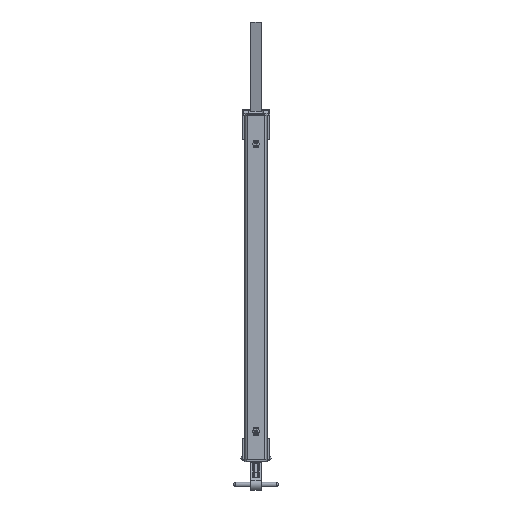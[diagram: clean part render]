
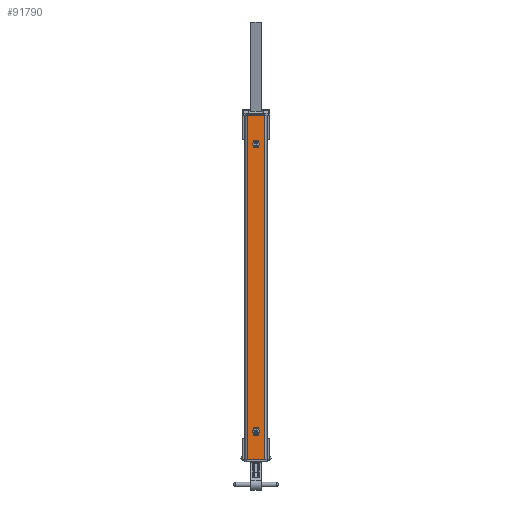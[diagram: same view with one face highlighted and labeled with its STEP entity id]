
A CAD part, front view. The second image highlights one B-rep face of the part: STEP entity #91790.
In plain terms, the highlighted planar face has unit normal (0, -1, 0).
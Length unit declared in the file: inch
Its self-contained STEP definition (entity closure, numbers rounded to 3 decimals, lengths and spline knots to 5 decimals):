
#1191 = DIRECTION ( 'NONE',  ( 0., 1., 0. ) ) ;
#2303 = AXIS2_PLACEMENT_3D ( 'NONE', #77409, #1191, #101402 ) ;
#3358 = CARTESIAN_POINT ( 'NONE',  ( 0.62546, 0., -12. ) ) ;
#6236 = ORIENTED_EDGE ( 'NONE', *, *, #33515, .T. ) ;
#6557 = EDGE_CURVE ( 'NONE', #97694, #23473, #90994, .T. ) ;
#6676 = DIRECTION ( 'NONE',  ( 1., 0., 0. ) ) ;
#9195 = CIRCLE ( 'NONE', #89129, 0.15625 ) ;
#10453 = CARTESIAN_POINT ( 'NONE',  ( 0., 0., 10. ) ) ;
#12823 = DIRECTION ( 'NONE',  ( 1., 0., 0. ) ) ;
#12835 = VERTEX_POINT ( 'NONE', #56029 ) ;
#16818 = DIRECTION ( 'NONE',  ( -1., 0., 0. ) ) ;
#19281 = CARTESIAN_POINT ( 'NONE',  ( -0.62546, 0., -12. ) ) ;
#20441 = EDGE_LOOP ( 'NONE', ( #107826, #85505 ) ) ;
#20946 = VECTOR ( 'NONE', #6676, 39.37008 ) ;
#23473 = VERTEX_POINT ( 'NONE', #47759 ) ;
#24588 = DIRECTION ( 'NONE',  ( 0., 1., 0. ) ) ;
#25228 = VERTEX_POINT ( 'NONE', #67872 ) ;
#25380 = CARTESIAN_POINT ( 'NONE',  ( -0.62546, 0., 12. ) ) ;
#27653 = DIRECTION ( 'NONE',  ( -1., 0., 0. ) ) ;
#30029 = PLANE ( 'NONE',  #47297 ) ;
#30432 = VECTOR ( 'NONE', #39099, 39.37008 ) ;
#30587 = FACE_OUTER_BOUND ( 'NONE', #66979, .T. ) ;
#31327 = AXIS2_PLACEMENT_3D ( 'NONE', #65153, #24588, #83545 ) ;
#33473 = DIRECTION ( 'NONE',  ( 0., 1., 0. ) ) ;
#33515 = EDGE_CURVE ( 'NONE', #37491, #25228, #87764, .T. ) ;
#35000 = CARTESIAN_POINT ( 'NONE',  ( 0.15625, 0., -10. ) ) ;
#36482 = ORIENTED_EDGE ( 'NONE', *, *, #95334, .F. ) ;
#37491 = VERTEX_POINT ( 'NONE', #110101 ) ;
#37559 = LINE ( 'NONE', #46433, #79494 ) ;
#39099 = DIRECTION ( 'NONE',  ( 0., 0., 1. ) ) ;
#39307 = EDGE_LOOP ( 'NONE', ( #50571, #6236 ) ) ;
#39491 = ORIENTED_EDGE ( 'NONE', *, *, #6557, .T. ) ;
#41048 = EDGE_CURVE ( 'NONE', #25228, #37491, #100121, .T. ) ;
#44279 = VERTEX_POINT ( 'NONE', #25380 ) ;
#46433 = CARTESIAN_POINT ( 'NONE',  ( -0.62546, 0., 12. ) ) ;
#47297 = AXIS2_PLACEMENT_3D ( 'NONE', #97402, #63932, #12823 ) ;
#47759 = CARTESIAN_POINT ( 'NONE',  ( 0.62546, 0., 12. ) ) ;
#48976 = ORIENTED_EDGE ( 'NONE', *, *, #59174, .F. ) ;
#48980 = CIRCLE ( 'NONE', #31327, 0.15625 ) ;
#50571 = ORIENTED_EDGE ( 'NONE', *, *, #41048, .T. ) ;
#56029 = CARTESIAN_POINT ( 'NONE',  ( -0.15625, 0., -10. ) ) ;
#56867 = LINE ( 'NONE', #81382, #30432 ) ;
#59174 = EDGE_CURVE ( 'NONE', #92351, #44279, #56867, .T. ) ;
#62155 = VECTOR ( 'NONE', #82073, 39.37008 ) ;
#63932 = DIRECTION ( 'NONE',  ( 0., -1., 0. ) ) ;
#65153 = CARTESIAN_POINT ( 'NONE',  ( 0., 0., -10. ) ) ;
#66979 = EDGE_LOOP ( 'NONE', ( #36482, #48976, #72343, #39491 ) ) ;
#67872 = CARTESIAN_POINT ( 'NONE',  ( -0.15625, 0., 10. ) ) ;
#72343 = ORIENTED_EDGE ( 'NONE', *, *, #77575, .T. ) ;
#72848 = FACE_BOUND ( 'NONE', #20441, .T. ) ;
#72851 = CARTESIAN_POINT ( 'NONE',  ( -0.62546, 0., -12. ) ) ;
#74474 = EDGE_CURVE ( 'NONE', #12835, #97045, #48980, .T. ) ;
#74823 = CARTESIAN_POINT ( 'NONE',  ( 0.62546, 0., -12. ) ) ;
#77409 = CARTESIAN_POINT ( 'NONE',  ( 0., 0., 10. ) ) ;
#77575 = EDGE_CURVE ( 'NONE', #92351, #97694, #106838, .T. ) ;
#79494 = VECTOR ( 'NONE', #88756, 39.37008 ) ;
#81382 = CARTESIAN_POINT ( 'NONE',  ( -0.62546, 0., -12. ) ) ;
#82073 = DIRECTION ( 'NONE',  ( 0., 0., 1. ) ) ;
#83545 = DIRECTION ( 'NONE',  ( -1., 0., 0. ) ) ;
#84366 = EDGE_CURVE ( 'NONE', #97045, #12835, #9195, .T. ) ;
#85505 = ORIENTED_EDGE ( 'NONE', *, *, #84366, .T. ) ;
#87764 = CIRCLE ( 'NONE', #93101, 0.15625 ) ;
#88756 = DIRECTION ( 'NONE',  ( 1., 0., 0. ) ) ;
#89025 = FACE_BOUND ( 'NONE', #39307, .T. ) ;
#89129 = AXIS2_PLACEMENT_3D ( 'NONE', #92468, #33473, #16818 ) ;
#90994 = LINE ( 'NONE', #74823, #62155 ) ;
#91790 = ADVANCED_FACE ( 'NONE', ( #89025, #72848, #30587 ), #30029, .T. ) ;
#92351 = VERTEX_POINT ( 'NONE', #19281 ) ;
#92468 = CARTESIAN_POINT ( 'NONE',  ( 0., 0., -10. ) ) ;
#93101 = AXIS2_PLACEMENT_3D ( 'NONE', #10453, #103888, #27653 ) ;
#95334 = EDGE_CURVE ( 'NONE', #44279, #23473, #37559, .T. ) ;
#97045 = VERTEX_POINT ( 'NONE', #35000 ) ;
#97402 = CARTESIAN_POINT ( 'NONE',  ( -0.62546, 0., -12. ) ) ;
#97694 = VERTEX_POINT ( 'NONE', #3358 ) ;
#100121 = CIRCLE ( 'NONE', #2303, 0.15625 ) ;
#101402 = DIRECTION ( 'NONE',  ( -1., 0., 0. ) ) ;
#103888 = DIRECTION ( 'NONE',  ( 0., 1., 0. ) ) ;
#106838 = LINE ( 'NONE', #72851, #20946 ) ;
#107826 = ORIENTED_EDGE ( 'NONE', *, *, #74474, .T. ) ;
#110101 = CARTESIAN_POINT ( 'NONE',  ( 0.15625, 0., 10. ) ) ;
